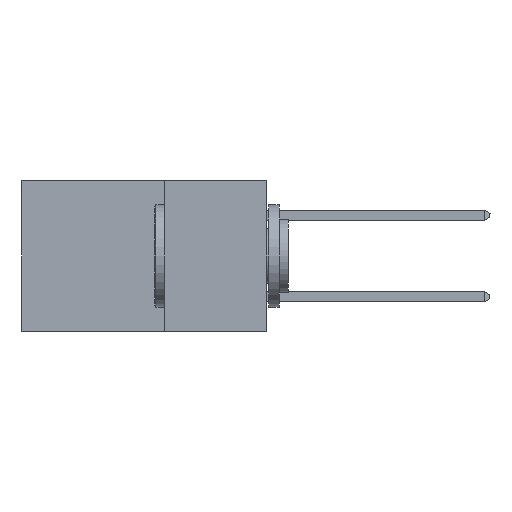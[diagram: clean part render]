
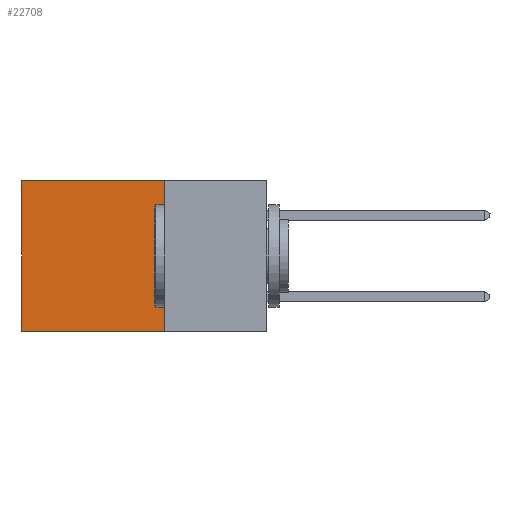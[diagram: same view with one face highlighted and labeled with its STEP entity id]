
A CAD part, left-side view. The second image highlights one B-rep face of the part: STEP entity #22708.
In plain terms, the highlighted planar face has unit normal (-1, 0, 0).
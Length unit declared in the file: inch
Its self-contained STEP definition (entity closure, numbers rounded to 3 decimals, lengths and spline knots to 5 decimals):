
#528 = CARTESIAN_POINT ( 'NONE',  ( 0.2875, 0.25, 0. ) ) ;
#540 = AXIS2_PLACEMENT_3D ( 'NONE', #37456, #19421, #1527 ) ;
#1527 = DIRECTION ( 'NONE',  ( 0., 0., -1. ) ) ;
#1757 = VERTEX_POINT ( 'NONE', #528 ) ;
#2346 = DIRECTION ( 'NONE',  ( 0., 0., -1. ) ) ;
#3597 = VECTOR ( 'NONE', #24484, 39.37008 ) ;
#4377 = ORIENTED_EDGE ( 'NONE', *, *, #32693, .F. ) ;
#5159 = LINE ( 'NONE', #32392, #35165 ) ;
#5179 = CARTESIAN_POINT ( 'NONE',  ( 0.2875, 0.6, 0. ) ) ;
#5238 = ORIENTED_EDGE ( 'NONE', *, *, #15311, .F. ) ;
#6381 = CARTESIAN_POINT ( 'NONE',  ( 0.2875, 0.25, 0. ) ) ;
#9402 = LINE ( 'NONE', #26299, #26325 ) ;
#11580 = LINE ( 'NONE', #6381, #3597 ) ;
#14776 = ORIENTED_EDGE ( 'NONE', *, *, #31936, .T. ) ;
#15311 = EDGE_CURVE ( 'NONE', #1757, #18904, #5159, .T. ) ;
#16443 = PLANE ( 'NONE',  #540 ) ;
#17069 = CARTESIAN_POINT ( 'NONE',  ( 0.2875, 0.25, -0.37 ) ) ;
#17211 = CARTESIAN_POINT ( 'NONE',  ( 0.2875, 0.25, -0.37 ) ) ;
#18904 = VERTEX_POINT ( 'NONE', #17069 ) ;
#19421 = DIRECTION ( 'NONE',  ( 1., 0., 0. ) ) ;
#19603 = VERTEX_POINT ( 'NONE', #20269 ) ;
#20071 = VECTOR ( 'NONE', #20332, 39.37008 ) ;
#20269 = CARTESIAN_POINT ( 'NONE',  ( 0.2875, 0.6, -0.37 ) ) ;
#20332 = DIRECTION ( 'NONE',  ( 0., 1., 0. ) ) ;
#22708 = ADVANCED_FACE ( 'NONE', ( #29325 ), #16443, .F. ) ;
#23602 = EDGE_LOOP ( 'NONE', ( #14776, #4377, #5238, #30883 ) ) ;
#24484 = DIRECTION ( 'NONE',  ( 0., 1., 0. ) ) ;
#26299 = CARTESIAN_POINT ( 'NONE',  ( 0.2875, 0.6, 0. ) ) ;
#26325 = VECTOR ( 'NONE', #38194, 39.37008 ) ;
#28541 = VERTEX_POINT ( 'NONE', #5179 ) ;
#29325 = FACE_OUTER_BOUND ( 'NONE', #23602, .T. ) ;
#30883 = ORIENTED_EDGE ( 'NONE', *, *, #37603, .T. ) ;
#31936 = EDGE_CURVE ( 'NONE', #28541, #19603, #9402, .T. ) ;
#32392 = CARTESIAN_POINT ( 'NONE',  ( 0.2875, 0.25, 0. ) ) ;
#32693 = EDGE_CURVE ( 'NONE', #18904, #19603, #37016, .T. ) ;
#35165 = VECTOR ( 'NONE', #2346, 39.37008 ) ;
#37016 = LINE ( 'NONE', #17211, #20071 ) ;
#37456 = CARTESIAN_POINT ( 'NONE',  ( 0.2875, 0.25, 0. ) ) ;
#37603 = EDGE_CURVE ( 'NONE', #1757, #28541, #11580, .T. ) ;
#38194 = DIRECTION ( 'NONE',  ( 0., 0., -1. ) ) ;
